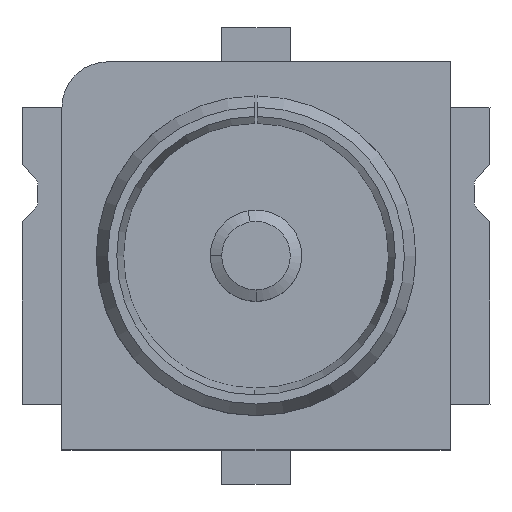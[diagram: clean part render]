
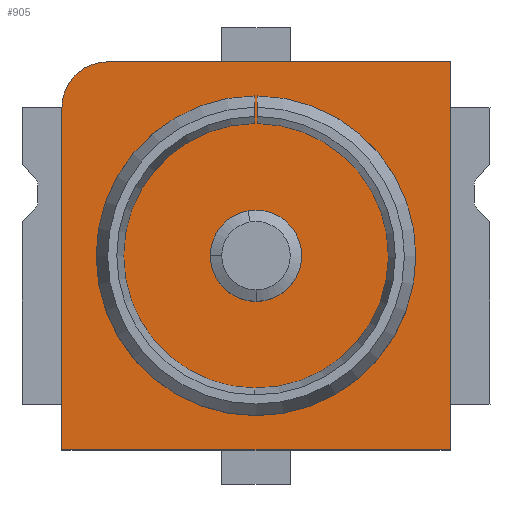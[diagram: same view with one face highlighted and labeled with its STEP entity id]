
A CAD part, top view. The second image highlights one B-rep face of the part: STEP entity #905.
In plain terms, the highlighted planar face has unit normal (0, 0, 1).
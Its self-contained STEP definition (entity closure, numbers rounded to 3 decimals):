
#9 = CARTESIAN_POINT ( 'NONE',  ( -0.65, 0.845, 0.3 ) ) ;
#24 = EDGE_CURVE ( 'NONE', #55, #664, #573, .T. ) ;
#32 = ORIENTED_EDGE ( 'NONE', *, *, #1762, .F. ) ;
#37 = ORIENTED_EDGE ( 'NONE', *, *, #463, .F. ) ;
#42 = DIRECTION ( 'NONE',  ( 0., 0., 1. ) ) ;
#55 = VERTEX_POINT ( 'NONE', #605 ) ;
#61 = CARTESIAN_POINT ( 'NONE',  ( 0., -0.005, 0.3 ) ) ;
#73 = VECTOR ( 'NONE', #1692, 1000. ) ;
#119 = DIRECTION ( 'NONE',  ( 0., 0., 1. ) ) ;
#178 = VERTEX_POINT ( 'NONE', #1882 ) ;
#196 = EDGE_LOOP ( 'NONE', ( #975, #32, #1278, #1406, #1417 ) ) ;
#217 = VERTEX_POINT ( 'NONE', #461 ) ;
#240 = AXIS2_PLACEMENT_3D ( 'NONE', #746, #119, #1209 ) ;
#241 = CARTESIAN_POINT ( 'NONE',  ( 0.85, 0.845, 0.3 ) ) ;
#264 = DIRECTION ( 'NONE',  ( 0.009, 1., 0. ) ) ;
#272 = VECTOR ( 'NONE', #1707, 1000. ) ;
#290 = DIRECTION ( 'NONE',  ( 0., 1., 0. ) ) ;
#305 = VECTOR ( 'NONE', #356, 1000. ) ;
#311 = DIRECTION ( 'NONE',  ( 0., 0., 1. ) ) ;
#323 = EDGE_CURVE ( 'NONE', #499, #178, #1984, .T. ) ;
#343 = DIRECTION ( 'NONE',  ( 0., 0., -1. ) ) ;
#356 = DIRECTION ( 'NONE',  ( -1., 0., 0. ) ) ;
#389 = CARTESIAN_POINT ( 'NONE',  ( 0., -0.005, 0.3 ) ) ;
#423 = DIRECTION ( 'NONE',  ( -1., 0., 0. ) ) ;
#424 = CARTESIAN_POINT ( 'NONE',  ( -0.85, -0.855, 0.3 ) ) ;
#428 = VERTEX_POINT ( 'NONE', #725 ) ;
#450 = VERTEX_POINT ( 'NONE', #1650 ) ;
#461 = CARTESIAN_POINT ( 'NONE',  ( 0.005, 0.575, 0.3 ) ) ;
#462 = VECTOR ( 'NONE', #1837, 1000. ) ;
#463 = EDGE_CURVE ( 'NONE', #628, #1021, #1079, .T. ) ;
#467 = CARTESIAN_POINT ( 'NONE',  ( -0.005, -0.585, 0.3 ) ) ;
#496 = CARTESIAN_POINT ( 'NONE',  ( -0.65, 0.645, 0.3 ) ) ;
#499 = VERTEX_POINT ( 'NONE', #1673 ) ;
#515 = AXIS2_PLACEMENT_3D ( 'NONE', #389, #1660, #264 ) ;
#529 = DIRECTION ( 'NONE',  ( 0., 0., -1. ) ) ;
#573 = LINE ( 'NONE', #424, #73 ) ;
#578 = VERTEX_POINT ( 'NONE', #467 ) ;
#580 = CARTESIAN_POINT ( 'NONE',  ( 0.006, 0.695, 0.3 ) ) ;
#592 = DIRECTION ( 'NONE',  ( 0., -1., 0. ) ) ;
#605 = CARTESIAN_POINT ( 'NONE',  ( -0.85, -0.855, 0.3 ) ) ;
#608 = LINE ( 'NONE', #1235, #272 ) ;
#628 = VERTEX_POINT ( 'NONE', #1735 ) ;
#663 = CARTESIAN_POINT ( 'NONE',  ( 0., -0.005, 0.3 ) ) ;
#664 = VERTEX_POINT ( 'NONE', #1933 ) ;
#682 = CARTESIAN_POINT ( 'NONE',  ( 0.85, -0.855, 0.3 ) ) ;
#712 = FACE_BOUND ( 'NONE', #1304, .T. ) ;
#720 = AXIS2_PLACEMENT_3D ( 'NONE', #1889, #311, #290 ) ;
#725 = CARTESIAN_POINT ( 'NONE',  ( 0.85, -0.855, 0.3 ) ) ;
#743 = CARTESIAN_POINT ( 'NONE',  ( 0.006, 0.695, 0.3 ) ) ;
#746 = CARTESIAN_POINT ( 'NONE',  ( 0., -0.005, 0.3 ) ) ;
#783 = VECTOR ( 'NONE', #592, 1000. ) ;
#820 = AXIS2_PLACEMENT_3D ( 'NONE', #496, #343, #1756 ) ;
#840 = ORIENTED_EDGE ( 'NONE', *, *, #1941, .F. ) ;
#865 = EDGE_CURVE ( 'NONE', #1651, #1107, #1638, .T. ) ;
#875 = DIRECTION ( 'NONE',  ( 1., 0., 0. ) ) ;
#905 = ADVANCED_FACE ( 'NONE', ( #1816, #1681, #712 ), #1525, .T. ) ;
#962 = VECTOR ( 'NONE', #423, 1000. ) ;
#975 = ORIENTED_EDGE ( 'NONE', *, *, #865, .T. ) ;
#997 = LINE ( 'NONE', #682, #305 ) ;
#1021 = VERTEX_POINT ( 'NONE', #743 ) ;
#1027 = CARTESIAN_POINT ( 'NONE',  ( 0., -0.005, 0.3 ) ) ;
#1079 = CIRCLE ( 'NONE', #240, 0.7 ) ;
#1107 = VERTEX_POINT ( 'NONE', #9 ) ;
#1209 = DIRECTION ( 'NONE',  ( -0.009, 1., 0. ) ) ;
#1225 = CARTESIAN_POINT ( 'NONE',  ( 0.85, 0.845, 0.3 ) ) ;
#1235 = CARTESIAN_POINT ( 'NONE',  ( -0.005, 0.575, 0.3 ) ) ;
#1278 = ORIENTED_EDGE ( 'NONE', *, *, #24, .F. ) ;
#1304 = EDGE_LOOP ( 'NONE', ( #1488, #1835, #840, #1498, #37 ) ) ;
#1318 = EDGE_CURVE ( 'NONE', #1651, #428, #1996, .T. ) ;
#1327 = EDGE_CURVE ( 'NONE', #1021, #217, #1732, .T. ) ;
#1356 = EDGE_CURVE ( 'NONE', #428, #55, #997, .T. ) ;
#1364 = EDGE_LOOP ( 'NONE', ( #1755, #1778 ) ) ;
#1367 = CARTESIAN_POINT ( 'NONE',  ( 0.85, 0.845, 0.3 ) ) ;
#1406 = ORIENTED_EDGE ( 'NONE', *, *, #1356, .F. ) ;
#1413 = CIRCLE ( 'NONE', #720, 0.2 ) ;
#1417 = ORIENTED_EDGE ( 'NONE', *, *, #1318, .F. ) ;
#1438 = EDGE_CURVE ( 'NONE', #578, #450, #1939, .T. ) ;
#1445 = AXIS2_PLACEMENT_3D ( 'NONE', #663, #42, #1787 ) ;
#1488 = ORIENTED_EDGE ( 'NONE', *, *, #1703, .F. ) ;
#1498 = ORIENTED_EDGE ( 'NONE', *, *, #1327, .F. ) ;
#1507 = CIRCLE ( 'NONE', #820, 0.2 ) ;
#1525 = PLANE ( 'NONE',  #1917 ) ;
#1615 = EDGE_CURVE ( 'NONE', #178, #499, #1413, .T. ) ;
#1638 = LINE ( 'NONE', #241, #962 ) ;
#1650 = CARTESIAN_POINT ( 'NONE',  ( -0.005, 0.575, 0.3 ) ) ;
#1651 = VERTEX_POINT ( 'NONE', #1225 ) ;
#1659 = CIRCLE ( 'NONE', #515, 0.58 ) ;
#1660 = DIRECTION ( 'NONE',  ( 0., 0., -1. ) ) ;
#1673 = CARTESIAN_POINT ( 'NONE',  ( 0., 0.195, 0.3 ) ) ;
#1681 = FACE_BOUND ( 'NONE', #1364, .T. ) ;
#1692 = DIRECTION ( 'NONE',  ( 0., 1., 0. ) ) ;
#1703 = EDGE_CURVE ( 'NONE', #450, #628, #608, .T. ) ;
#1707 = DIRECTION ( 'NONE',  ( -0.009, 1., 0. ) ) ;
#1732 = LINE ( 'NONE', #580, #462 ) ;
#1735 = CARTESIAN_POINT ( 'NONE',  ( -0.006, 0.695, 0.3 ) ) ;
#1755 = ORIENTED_EDGE ( 'NONE', *, *, #323, .F. ) ;
#1756 = DIRECTION ( 'NONE',  ( -1., 0., 0. ) ) ;
#1762 = EDGE_CURVE ( 'NONE', #664, #1107, #1507, .T. ) ;
#1778 = ORIENTED_EDGE ( 'NONE', *, *, #1615, .F. ) ;
#1787 = DIRECTION ( 'NONE',  ( 0., 1., 0. ) ) ;
#1816 = FACE_OUTER_BOUND ( 'NONE', #196, .T. ) ;
#1835 = ORIENTED_EDGE ( 'NONE', *, *, #1438, .F. ) ;
#1837 = DIRECTION ( 'NONE',  ( -0.009, -1., 0. ) ) ;
#1882 = CARTESIAN_POINT ( 'NONE',  ( 0., -0.205, 0.3 ) ) ;
#1889 = CARTESIAN_POINT ( 'NONE',  ( 0., -0.005, 0.3 ) ) ;
#1917 = AXIS2_PLACEMENT_3D ( 'NONE', #1027, #1975, #875 ) ;
#1921 = DIRECTION ( 'NONE',  ( 0.009, 1., 0. ) ) ;
#1933 = CARTESIAN_POINT ( 'NONE',  ( -0.85, 0.645, 0.3 ) ) ;
#1939 = CIRCLE ( 'NONE', #2009, 0.58 ) ;
#1941 = EDGE_CURVE ( 'NONE', #217, #578, #1659, .T. ) ;
#1975 = DIRECTION ( 'NONE',  ( 0., 0., 1. ) ) ;
#1984 = CIRCLE ( 'NONE', #1445, 0.2 ) ;
#1996 = LINE ( 'NONE', #1367, #783 ) ;
#2009 = AXIS2_PLACEMENT_3D ( 'NONE', #61, #529, #1921 ) ;
